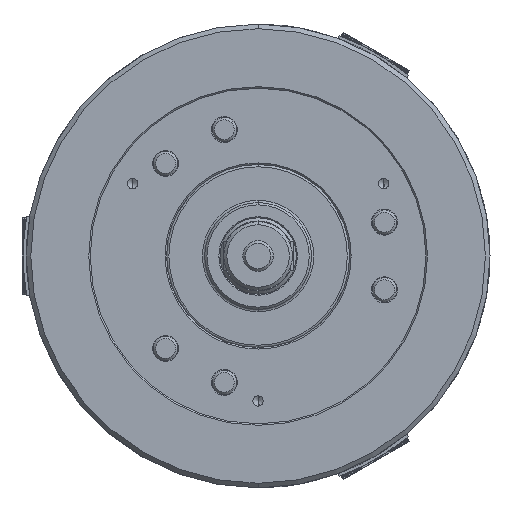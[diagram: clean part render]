
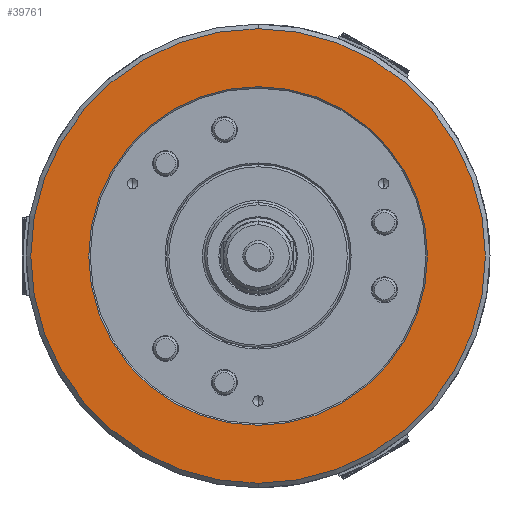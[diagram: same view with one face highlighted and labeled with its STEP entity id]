
A CAD part, left-side view. The second image highlights one B-rep face of the part: STEP entity #39761.
In plain terms, the highlighted planar face has unit normal (-1, 0, 0).
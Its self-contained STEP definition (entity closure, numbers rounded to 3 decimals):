
#885 = CARTESIAN_POINT ( 'NONE',  ( 0., 0., -111. ) ) ;
#2181 = AXIS2_PLACEMENT_3D ( 'NONE', #31132, #8319, #34964 ) ;
#2309 = ORIENTED_EDGE ( 'NONE', *, *, #5057, .T. ) ;
#3405 = CARTESIAN_POINT ( 'NONE',  ( 0., 0., -149. ) ) ;
#3686 = ORIENTED_EDGE ( 'NONE', *, *, #16851, .T. ) ;
#4912 = EDGE_LOOP ( 'NONE', ( #7647, #3686 ) ) ;
#5057 = EDGE_CURVE ( 'NONE', #48668, #44888, #6634, .T. ) ;
#6321 = PLANE ( 'NONE',  #8968 ) ;
#6634 = CIRCLE ( 'NONE', #2181, 149. ) ;
#7647 = ORIENTED_EDGE ( 'NONE', *, *, #44783, .T. ) ;
#8319 = DIRECTION ( 'NONE',  ( -1., 0., 0. ) ) ;
#8968 = AXIS2_PLACEMENT_3D ( 'NONE', #25365, #21517, #32983 ) ;
#9378 = DIRECTION ( 'NONE',  ( 1., 0., 0. ) ) ;
#12293 = AXIS2_PLACEMENT_3D ( 'NONE', #32191, #9378, #36023 ) ;
#12858 = DIRECTION ( 'NONE',  ( -1., 0., 0. ) ) ;
#13490 = VERTEX_POINT ( 'NONE', #885 ) ;
#16460 = FACE_BOUND ( 'NONE', #4912, .T. ) ;
#16851 = EDGE_CURVE ( 'NONE', #13490, #37260, #48864, .T. ) ;
#17663 = FACE_OUTER_BOUND ( 'NONE', #34726, .T. ) ;
#21517 = DIRECTION ( 'NONE',  ( 1., 0., 0. ) ) ;
#21836 = CARTESIAN_POINT ( 'NONE',  ( 0., 0., 0. ) ) ;
#21944 = EDGE_CURVE ( 'NONE', #44888, #48668, #24962, .T. ) ;
#24962 = CIRCLE ( 'NONE', #37355, 149. ) ;
#25365 = CARTESIAN_POINT ( 'NONE',  ( 0., 110., 0. ) ) ;
#25685 = DIRECTION ( 'NONE',  ( 0., 0., -1. ) ) ;
#26102 = CIRCLE ( 'NONE', #12293, 111. ) ;
#26540 = ORIENTED_EDGE ( 'NONE', *, *, #21944, .T. ) ;
#29726 = CARTESIAN_POINT ( 'NONE',  ( 0., 0., 111. ) ) ;
#31132 = CARTESIAN_POINT ( 'NONE',  ( 0., 0., 0. ) ) ;
#31733 = AXIS2_PLACEMENT_3D ( 'NONE', #21836, #48511, #25685 ) ;
#32191 = CARTESIAN_POINT ( 'NONE',  ( 0., 0., 0. ) ) ;
#32983 = DIRECTION ( 'NONE',  ( 0., 0., -1. ) ) ;
#34726 = EDGE_LOOP ( 'NONE', ( #2309, #26540 ) ) ;
#34964 = DIRECTION ( 'NONE',  ( 0., 0., -1. ) ) ;
#35679 = CARTESIAN_POINT ( 'NONE',  ( 0., 0., 0. ) ) ;
#36023 = DIRECTION ( 'NONE',  ( 0., 0., -1. ) ) ;
#37260 = VERTEX_POINT ( 'NONE', #29726 ) ;
#37355 = AXIS2_PLACEMENT_3D ( 'NONE', #35679, #12858, #39501 ) ;
#39501 = DIRECTION ( 'NONE',  ( 0., 0., -1. ) ) ;
#39761 = ADVANCED_FACE ( 'NONE', ( #16460, #17663 ), #6321, .F. ) ;
#44194 = CARTESIAN_POINT ( 'NONE',  ( 0., 0., 149. ) ) ;
#44783 = EDGE_CURVE ( 'NONE', #37260, #13490, #26102, .T. ) ;
#44888 = VERTEX_POINT ( 'NONE', #44194 ) ;
#48511 = DIRECTION ( 'NONE',  ( 1., 0., 0. ) ) ;
#48668 = VERTEX_POINT ( 'NONE', #3405 ) ;
#48864 = CIRCLE ( 'NONE', #31733, 111. ) ;
